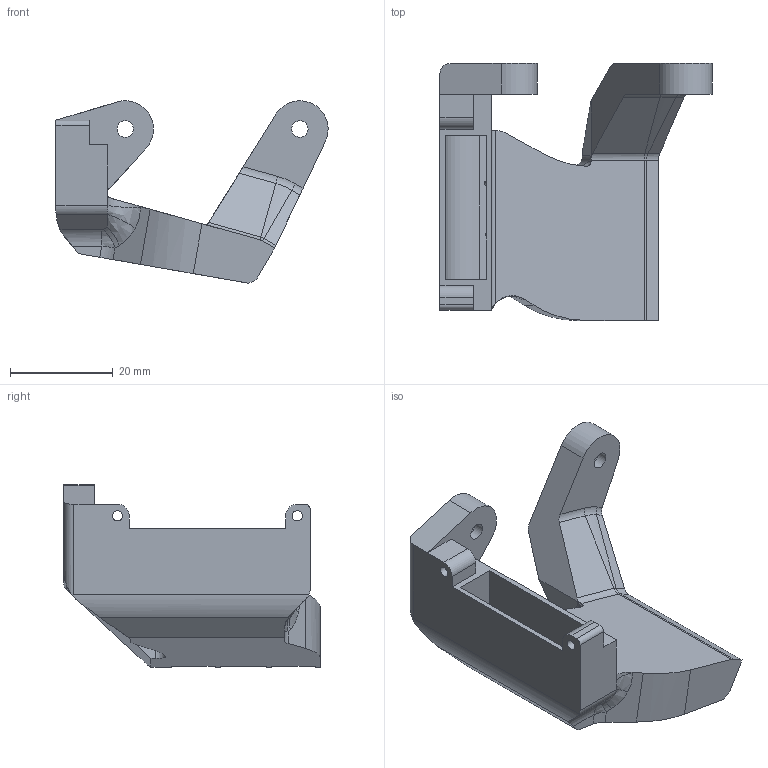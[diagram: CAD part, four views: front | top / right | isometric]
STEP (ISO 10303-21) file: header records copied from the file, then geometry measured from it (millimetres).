
FILE_DESCRIPTION(/* description */ (''),/* implementation_level */ '2;1');
FILE_NAME(/* name */ 'Hemera PCF Duct - Volcano.step',/* time_stamp */ '2020-01-29T10:02:05+00:00',/* author */ (''),/* organization */ (''),/* preprocessor_version */ 'ST-DEVELOPER v18',/* originating_system */ 'Autodesk Translation Framework v8.12.0.6',/* authorisation */ '');
FILE_SCHEMA (('AUTOMOTIVE_DESIGN { 1 0 10303 214 3 1 1 }'));
Length unit declared in the file: millimetre
Products named in the file (2): Hemera PCF Duct - Volcano; Hermes PCF Duct - Volcano
Assembly tree (1 placements, depth 2):
  Hemera PCF Duct - Volcano
    Hermes PCF Duct - Volcano
Bounding box: 52.99 x 50 x 35.53 mm (x, y, z)
Volume: 11461.2 mm3; surface area: 11974.2 mm2
Topology: 1 solids, 1 shells, 134 faces, 393 edges, 258 vertices
Faces by surface type: plane 70, cylinder 44, bspline 17, torus 2, cone 1
Full cylindrical faces by diameter (mm): 2 x2, 3.2 x2, 7 x2
Entity records: 5045 total; most frequent: CARTESIAN_POINT 1450, ORIENTED_EDGE 786, DIRECTION 680, EDGE_CURVE 393, VERTEX_POINT 258, LINE 252, VECTOR 252, AXIS2_PLACEMENT_3D 214
